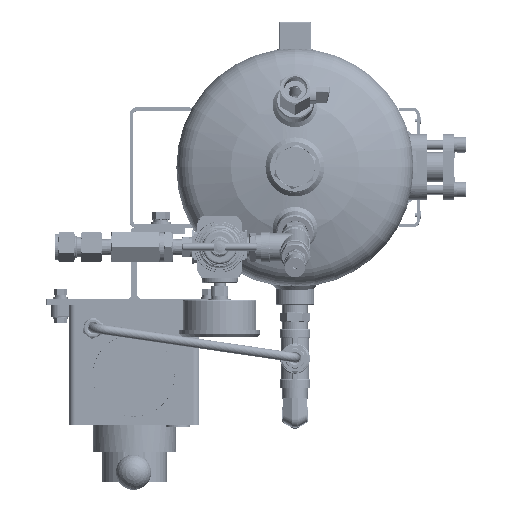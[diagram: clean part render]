
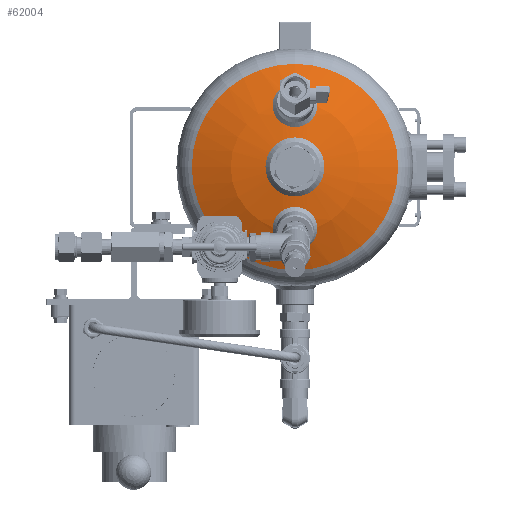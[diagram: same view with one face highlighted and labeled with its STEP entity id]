
A CAD part, top view. The second image highlights one B-rep face of the part: STEP entity #62004.
In plain terms, the highlighted spherical face has radius 202.3 mm.
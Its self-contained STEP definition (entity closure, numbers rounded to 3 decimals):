
#633=SPHERICAL_SURFACE('',#75147,202.3);
#15272=ORIENTED_EDGE('',*,*,#33524,.T.);
#15273=ORIENTED_EDGE('',*,*,#33528,.T.);
#15274=ORIENTED_EDGE('',*,*,#33529,.F.);
#15275=ORIENTED_EDGE('',*,*,#33530,.F.);
#33524=EDGE_CURVE('',#42713,#42713,#49050,.T.);
#33528=EDGE_CURVE('',#42717,#42717,#49054,.T.);
#33529=EDGE_CURVE('',#42718,#42718,#49055,.T.);
#33530=EDGE_CURVE('',#42719,#42719,#49056,.F.);
#42713=VERTEX_POINT('',#98961);
#42717=VERTEX_POINT('',#98971);
#42718=VERTEX_POINT('',#98973);
#42719=VERTEX_POINT('',#98975);
#49050=CIRCLE('',#75142,15.);
#49054=CIRCLE('',#75148,15.);
#49055=CIRCLE('',#75149,87.326);
#49056=CIRCLE('',#75150,20.);
#51403=EDGE_LOOP('',(#15272));
#51404=EDGE_LOOP('',(#15273));
#51405=EDGE_LOOP('',(#15274));
#51406=EDGE_LOOP('',(#15275));
#56278=FACE_BOUND('',#51403,.T.);
#56279=FACE_BOUND('',#51404,.T.);
#56280=FACE_BOUND('',#51405,.T.);
#56281=FACE_BOUND('',#51406,.T.);
#62004=ADVANCED_FACE('',(#56278,#56279,#56280,#56281),#633,.T.);
#75142=AXIS2_PLACEMENT_3D('',#98960,#81861,#81862);
#75147=AXIS2_PLACEMENT_3D('',#98969,#81871,#81872);
#75148=AXIS2_PLACEMENT_3D('',#98970,#81873,#81874);
#75149=AXIS2_PLACEMENT_3D('',#98972,#81875,#81876);
#75150=AXIS2_PLACEMENT_3D('',#98974,#81877,#81878);
#81861=DIRECTION('',(0.259,0.,-0.966));
#81862=DIRECTION('',(0.966,0.,0.259));
#81871=DIRECTION('',(0.,0.,-1.));
#81872=DIRECTION('',(1.,0.,0.));
#81873=DIRECTION('',(-0.259,0.,-0.966));
#81874=DIRECTION('',(-0.966,0.,0.259));
#81875=DIRECTION('',(0.,0.,-1.));
#81876=DIRECTION('',(-1.,0.,0.));
#81877=DIRECTION('',(0.,0.,-1.));
#81878=DIRECTION('',(-1.,0.,0.));
#98960=CARTESIAN_POINT('',(-52.215,0.,46.028));
#98961=CARTESIAN_POINT('',(-37.726,0.,49.911));
#98969=CARTESIAN_POINT('',(0.,0.,-148.841));
#98970=CARTESIAN_POINT('',(52.215,0.,46.028));
#98971=CARTESIAN_POINT('',(37.726,0.,49.911));
#98972=CARTESIAN_POINT('',(0.,0.,33.641));
#98973=CARTESIAN_POINT('',(-87.326,0.,33.641));
#98974=CARTESIAN_POINT('',(0.,0.,52.468));
#98975=CARTESIAN_POINT('',(-20.,0.,52.468));
